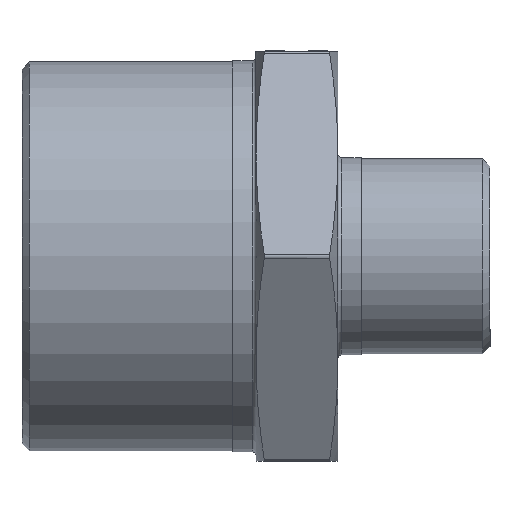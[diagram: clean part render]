
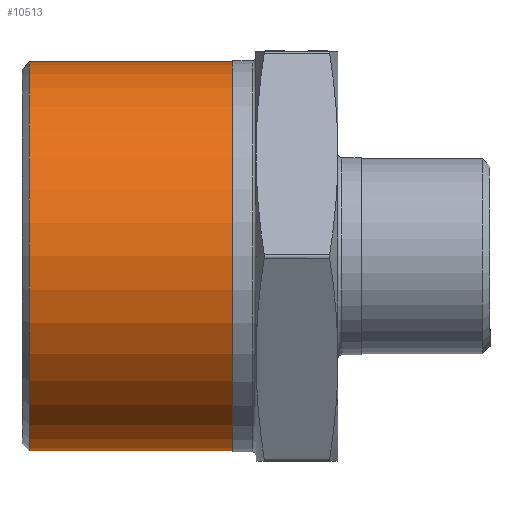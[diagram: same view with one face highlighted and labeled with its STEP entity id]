
A CAD part, front view. The second image highlights one B-rep face of the part: STEP entity #10513.
In plain terms, the highlighted cylindrical face has radius 16.625 mm (diameter 33.249 mm), a full revolution.
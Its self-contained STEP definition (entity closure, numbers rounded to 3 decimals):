
#1570 = EDGE_LOOP ( 'NONE', ( #1806 ) ) ;
#1806 = ORIENTED_EDGE ( 'NONE', *, *, #10961, .F. ) ;
#1884 = ORIENTED_EDGE ( 'NONE', *, *, #10936, .T. ) ;
#3316 = DIRECTION ( 'NONE',  ( -1., 0., 0. ) ) ;
#3319 = CARTESIAN_POINT ( 'NONE',  ( 0., 0., 0. ) ) ;
#3347 = FACE_OUTER_BOUND ( 'NONE', #5331, .T. ) ;
#3350 = CYLINDRICAL_SURFACE ( 'NONE', #7705, 16.625 ) ;
#3351 = DIRECTION ( 'NONE',  ( 0., 0., 1. ) ) ;
#3353 = FACE_OUTER_BOUND ( 'NONE', #1570, .T. ) ;
#3966 = VERTEX_POINT ( 'NONE', #3969 ) ;
#3969 = CARTESIAN_POINT ( 'NONE',  ( -5.5, 0., 16.624 ) ) ;
#3980 = VERTEX_POINT ( 'NONE', #3981 ) ;
#3981 = CARTESIAN_POINT ( 'NONE',  ( -22.875, 0., 16.624 ) ) ;
#5331 = EDGE_LOOP ( 'NONE', ( #1884 ) ) ;
#7705 = AXIS2_PLACEMENT_3D ( 'NONE', #3319, #3316, #3351 ) ;
#10513 = ADVANCED_FACE ( 'NONE', ( #3347, #3353 ), #3350, .T. ) ;
#10936 = EDGE_CURVE ( 'NONE', #3966, #3966, #12069, .T. ) ;
#10961 = EDGE_CURVE ( 'NONE', #3980, #3980, #12097, .T. ) ;
#12069 = CIRCLE ( 'NONE', #12077, 16.625 ) ;
#12077 = AXIS2_PLACEMENT_3D ( 'NONE', #13272, #13250, #13314 ) ;
#12097 = CIRCLE ( 'NONE', #12099, 16.625 ) ;
#12099 = AXIS2_PLACEMENT_3D ( 'NONE', #13395, #13389, #13398 ) ;
#13250 = DIRECTION ( 'NONE',  ( -1., 0., 0. ) ) ;
#13272 = CARTESIAN_POINT ( 'NONE',  ( -5.5, 0., 0. ) ) ;
#13314 = DIRECTION ( 'NONE',  ( 0., 0., 1. ) ) ;
#13389 = DIRECTION ( 'NONE',  ( -1., 0., 0. ) ) ;
#13395 = CARTESIAN_POINT ( 'NONE',  ( -22.875, 0., 0. ) ) ;
#13398 = DIRECTION ( 'NONE',  ( 0., 0., 1. ) ) ;
